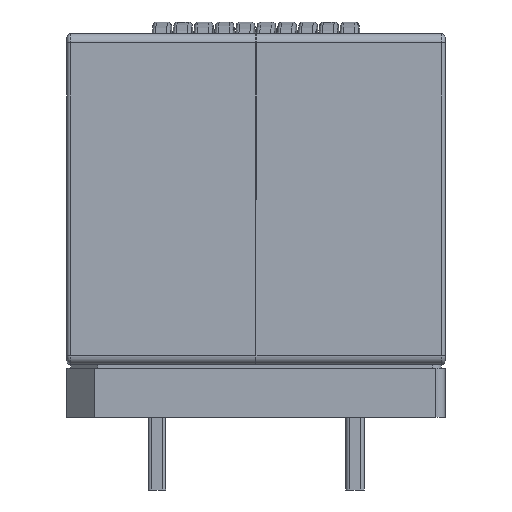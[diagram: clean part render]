
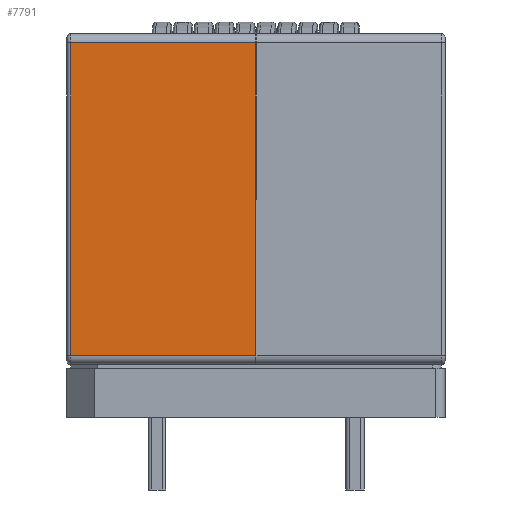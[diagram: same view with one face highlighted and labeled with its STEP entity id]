
A CAD part, left-side view. The second image highlights one B-rep face of the part: STEP entity #7791.
In plain terms, the highlighted face is planar.
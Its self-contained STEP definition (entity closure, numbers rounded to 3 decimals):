
#1672=ORIENTED_EDGE('',*,*,#3736,.T.);
#1673=ORIENTED_EDGE('',*,*,#3737,.T.);
#1674=ORIENTED_EDGE('',*,*,#3738,.T.);
#1675=ORIENTED_EDGE('',*,*,#3720,.F.);
#3720=EDGE_CURVE('',#4781,#4782,#5535,.T.);
#3736=EDGE_CURVE('',#4781,#4793,#5541,.F.);
#3737=EDGE_CURVE('',#4793,#4794,#5542,.T.);
#3738=EDGE_CURVE('',#4794,#4782,#5543,.T.);
#4781=VERTEX_POINT('',#19567);
#4782=VERTEX_POINT('',#19568);
#4793=VERTEX_POINT('',#19597);
#4794=VERTEX_POINT('',#19599);
#5535=LINE('',#19566,#6042);
#5541=LINE('',#19596,#6048);
#5542=LINE('',#19598,#6049);
#5543=LINE('',#19600,#6050);
#6042=VECTOR('',#11056,1000.);
#6048=VECTOR('',#11086,1000.);
#6049=VECTOR('',#11087,1000.);
#6050=VECTOR('',#11088,1000.);
#6497=EDGE_LOOP('',(#1672,#1673,#1674,#1675));
#7030=FACE_BOUND('',#6497,.T.);
#7520=PLANE('',#10347);
#7791=ADVANCED_FACE('',(#7030),#7520,.T.);
#10347=AXIS2_PLACEMENT_3D('',#19595,#11084,#11085);
#11056=DIRECTION('',(0.,-1.,0.));
#11084=DIRECTION('',(1.,0.,0.));
#11085=DIRECTION('',(0.,1.,0.));
#11086=DIRECTION('',(0.,0.,-1.));
#11087=DIRECTION('',(0.,-1.,0.));
#11088=DIRECTION('',(0.,0.,-1.));
#19566=CARTESIAN_POINT('',(12.5,9.1,-5.2));
#19567=CARTESIAN_POINT('',(12.5,8.6,-5.2));
#19568=CARTESIAN_POINT('',(12.5,-8.6,-5.2));
#19595=CARTESIAN_POINT('',(12.5,9.1,5.2));
#19596=CARTESIAN_POINT('',(12.5,8.6,5.2));
#19597=CARTESIAN_POINT('',(12.5,8.6,5.));
#19598=CARTESIAN_POINT('',(12.5,-8.6,5.));
#19599=CARTESIAN_POINT('',(12.5,-8.6,5.));
#19600=CARTESIAN_POINT('',(12.5,-8.6,5.2));
